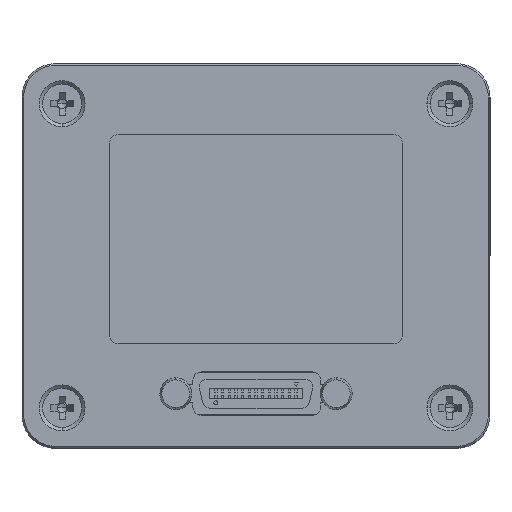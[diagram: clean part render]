
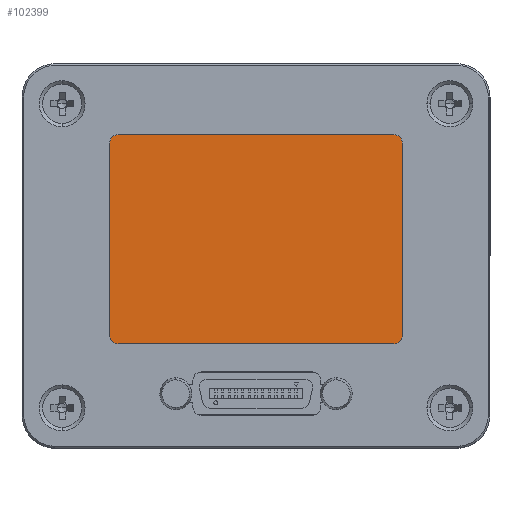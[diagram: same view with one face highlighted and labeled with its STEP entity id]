
A CAD part, top view. The second image highlights one B-rep face of the part: STEP entity #102399.
In plain terms, the highlighted planar face has unit normal (0, 0, 1).
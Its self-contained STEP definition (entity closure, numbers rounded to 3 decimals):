
#557 = DIRECTION ( 'NONE',  ( 0., 0., 1. ) ) ;
#1140 = ORIENTED_EDGE ( 'NONE', *, *, #51633, .T. ) ;
#2180 = VERTEX_POINT ( 'NONE', #48571 ) ;
#2647 = DIRECTION ( 'NONE',  ( 1., 0., 0. ) ) ;
#2827 = CARTESIAN_POINT ( 'NONE',  ( -16.5, -10.5, 27.99 ) ) ;
#3127 = ORIENTED_EDGE ( 'NONE', *, *, #3766, .T. ) ;
#3225 = CARTESIAN_POINT ( 'NONE',  ( -16.5, 14.5, 27.99 ) ) ;
#3766 = EDGE_CURVE ( 'NONE', #6746, #2180, #64610, .T. ) ;
#6746 = VERTEX_POINT ( 'NONE', #49054 ) ;
#6767 = ORIENTED_EDGE ( 'NONE', *, *, #13894, .T. ) ;
#6813 = VERTEX_POINT ( 'NONE', #33393 ) ;
#11590 = CARTESIAN_POINT ( 'NONE',  ( -16.5, 14.5, 27.99 ) ) ;
#12708 = LINE ( 'NONE', #42600, #32578 ) ;
#13894 = EDGE_CURVE ( 'NONE', #56787, #6813, #101589, .T. ) ;
#15838 = ORIENTED_EDGE ( 'NONE', *, *, #47921, .T. ) ;
#17055 = DIRECTION ( 'NONE',  ( 0., 1., 0. ) ) ;
#19130 = AXIS2_PLACEMENT_3D ( 'NONE', #78545, #27684, #87043 ) ;
#20631 = VERTEX_POINT ( 'NONE', #67498 ) ;
#22988 = LINE ( 'NONE', #11590, #88032 ) ;
#26404 = VECTOR ( 'NONE', #101503, 1000. ) ;
#27684 = DIRECTION ( 'NONE',  ( 0., 0., 1. ) ) ;
#29050 = LINE ( 'NONE', #50718, #26404 ) ;
#32553 = EDGE_LOOP ( 'NONE', ( #6767, #66133, #52904, #15838, #80988, #106453, #3127, #1140 ) ) ;
#32578 = VECTOR ( 'NONE', #17055, 1000. ) ;
#33393 = CARTESIAN_POINT ( 'NONE',  ( -17.5, 13.5, 27.99 ) ) ;
#36466 = DIRECTION ( 'NONE',  ( -1., 0., 0. ) ) ;
#39077 = EDGE_CURVE ( 'NONE', #6813, #20631, #29050, .T. ) ;
#42185 = CARTESIAN_POINT ( 'NONE',  ( 17.5, -9.5, 27.99 ) ) ;
#42600 = CARTESIAN_POINT ( 'NONE',  ( 17.5, 13.5, 27.99 ) ) ;
#46571 = CIRCLE ( 'NONE', #49355, 1. ) ;
#47826 = CARTESIAN_POINT ( 'NONE',  ( -16.5, -9.5, 27.99 ) ) ;
#47921 = EDGE_CURVE ( 'NONE', #81036, #87953, #57302, .T. ) ;
#48517 = CARTESIAN_POINT ( 'NONE',  ( 16.5, 13.5, 27.99 ) ) ;
#48571 = CARTESIAN_POINT ( 'NONE',  ( 16.5, 14.5, 27.99 ) ) ;
#49054 = CARTESIAN_POINT ( 'NONE',  ( 17.5, 13.5, 27.99 ) ) ;
#49355 = AXIS2_PLACEMENT_3D ( 'NONE', #47826, #107159, #56410 ) ;
#50718 = CARTESIAN_POINT ( 'NONE',  ( -17.5, 13.5, 27.99 ) ) ;
#51296 = CARTESIAN_POINT ( 'NONE',  ( -16.5, -9.5, 27.99 ) ) ;
#51633 = EDGE_CURVE ( 'NONE', #2180, #56787, #22988, .T. ) ;
#52316 = VERTEX_POINT ( 'NONE', #42185 ) ;
#52904 = ORIENTED_EDGE ( 'NONE', *, *, #69978, .T. ) ;
#53415 = DIRECTION ( 'NONE',  ( 0., 0., 1. ) ) ;
#54524 = CARTESIAN_POINT ( 'NONE',  ( -16.5, -10.5, 27.99 ) ) ;
#56410 = DIRECTION ( 'NONE',  ( 1., 0., 0. ) ) ;
#56787 = VERTEX_POINT ( 'NONE', #3225 ) ;
#57110 = DIRECTION ( 'NONE',  ( 1., 0., 0. ) ) ;
#57302 = LINE ( 'NONE', #54524, #79864 ) ;
#57592 = EDGE_CURVE ( 'NONE', #87953, #52316, #83073, .T. ) ;
#59927 = DIRECTION ( 'NONE',  ( 1., 0., 0. ) ) ;
#64610 = CIRCLE ( 'NONE', #105071, 1. ) ;
#65649 = EDGE_CURVE ( 'NONE', #52316, #6746, #12708, .T. ) ;
#65887 = AXIS2_PLACEMENT_3D ( 'NONE', #104212, #53415, #2647 ) ;
#66133 = ORIENTED_EDGE ( 'NONE', *, *, #39077, .T. ) ;
#67498 = CARTESIAN_POINT ( 'NONE',  ( -17.5, -9.5, 27.99 ) ) ;
#69236 = AXIS2_PLACEMENT_3D ( 'NONE', #51296, #557, #59927 ) ;
#69978 = EDGE_CURVE ( 'NONE', #20631, #81036, #46571, .T. ) ;
#73181 = FACE_OUTER_BOUND ( 'NONE', #32553, .T. ) ;
#78545 = CARTESIAN_POINT ( 'NONE',  ( -16.5, 13.5, 27.99 ) ) ;
#79864 = VECTOR ( 'NONE', #105306, 1000. ) ;
#80988 = ORIENTED_EDGE ( 'NONE', *, *, #57592, .T. ) ;
#81036 = VERTEX_POINT ( 'NONE', #2827 ) ;
#83073 = CIRCLE ( 'NONE', #65887, 1. ) ;
#84717 = PLANE ( 'NONE',  #69236 ) ;
#87043 = DIRECTION ( 'NONE',  ( 1., 0., 0. ) ) ;
#87953 = VERTEX_POINT ( 'NONE', #100199 ) ;
#88032 = VECTOR ( 'NONE', #36466, 1000. ) ;
#100199 = CARTESIAN_POINT ( 'NONE',  ( 16.5, -10.5, 27.99 ) ) ;
#101503 = DIRECTION ( 'NONE',  ( 0., -1., 0. ) ) ;
#101589 = CIRCLE ( 'NONE', #19130, 1. ) ;
#102399 = ADVANCED_FACE ( 'NONE', ( #73181 ), #84717, .T. ) ;
#104212 = CARTESIAN_POINT ( 'NONE',  ( 16.5, -9.5, 27.99 ) ) ;
#105071 = AXIS2_PLACEMENT_3D ( 'NONE', #48517, #107852, #57110 ) ;
#105306 = DIRECTION ( 'NONE',  ( 1., 0., 0. ) ) ;
#106453 = ORIENTED_EDGE ( 'NONE', *, *, #65649, .T. ) ;
#107159 = DIRECTION ( 'NONE',  ( 0., 0., 1. ) ) ;
#107852 = DIRECTION ( 'NONE',  ( 0., 0., 1. ) ) ;
